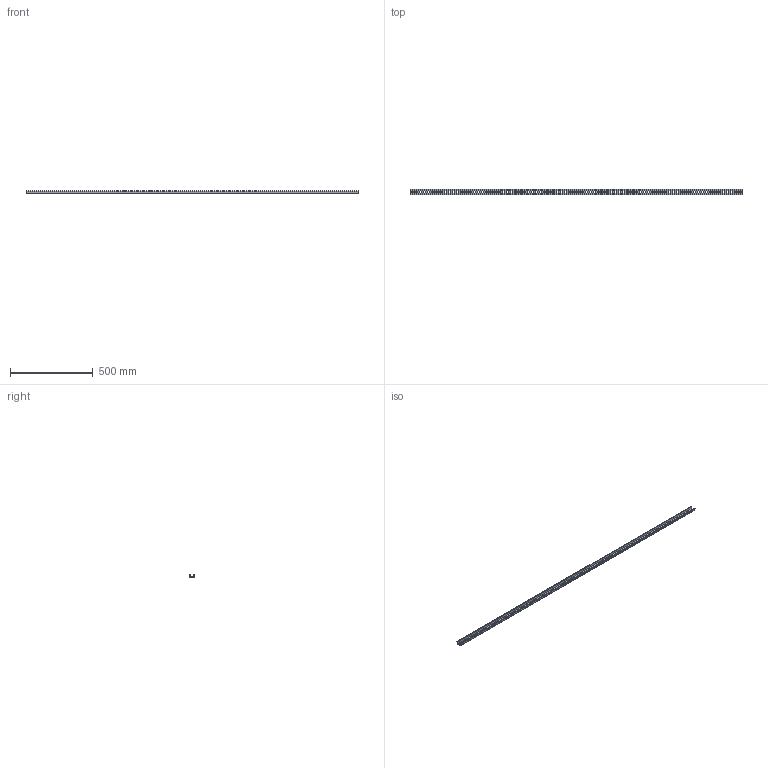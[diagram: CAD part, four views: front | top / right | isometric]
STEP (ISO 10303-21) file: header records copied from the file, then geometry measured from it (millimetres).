
FILE_DESCRIPTION(('Creo Elements/Direct Modeling STEP Export'),'2;1');
FILE_NAME('model.stp','2019-08-23T10:18:44',(''),(''),'Creo Elements/Direct Modeling STEP processor for AP214 (Solid Model)','Creo Elements/Direct Modeling 20.1A 29-Sep-2018 (C) Parametric Technology GmbH','');
FILE_SCHEMA(('AUTOMOTIVE_DESIGN { 1 0 10303 214 1 1 1 1 }'));
Length unit declared in the file: millimetre
Products named in the file (2): NS_35_15_PERF_2M_NZ_REF_CUT-select
Assembly tree (1 placements, depth 2):
  NS_35_15_PERF_2M_NZ_REF_CUT-select
    NS_35_15_PERF_2M_NZ_REF_CUT-select
Bounding box: 2000 x 35 x 15 mm (x, y, z)
Volume: 175829.8 mm3; surface area: 245075.2 mm2
Topology: 1 solids, 1 shells, 334 faces, 996 edges, 664 vertices
Faces by surface type: plane 174, cylinder 160
Entity records: 14337 total; most frequent: CARTESIAN_POINT 1996, ORIENTED_EDGE 1992, DIRECTION 1988, EDGE_CURVE 996, VECTOR 676, LINE 676, VERTEX_POINT 664, AXIS2_PLACEMENT_3D 656
